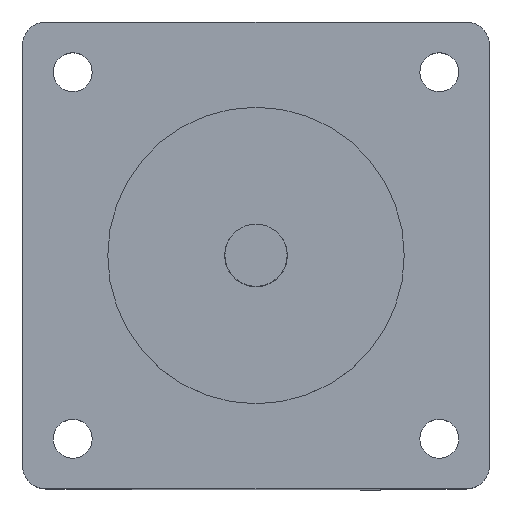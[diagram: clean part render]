
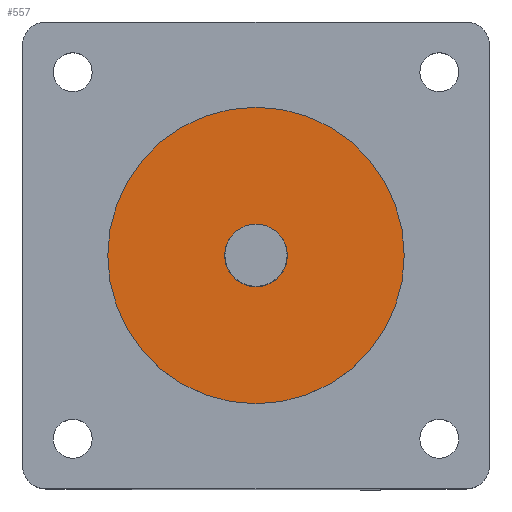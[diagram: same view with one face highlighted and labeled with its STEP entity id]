
A CAD part, top view. The second image highlights one B-rep face of the part: STEP entity #557.
In plain terms, the highlighted planar face has unit normal (0, 0, 1).
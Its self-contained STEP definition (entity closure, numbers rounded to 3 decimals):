
#39 = CIRCLE ( 'NONE', #688, 4.025 ) ;
#52 = CARTESIAN_POINT ( 'NONE',  ( 0., 0., 1.6 ) ) ;
#93 = DIRECTION ( 'NONE',  ( 1., 0., 0. ) ) ;
#102 = FACE_OUTER_BOUND ( 'NONE', #651, .T. ) ;
#105 = VERTEX_POINT ( 'NONE', #339 ) ;
#173 = VERTEX_POINT ( 'NONE', #409 ) ;
#192 = AXIS2_PLACEMENT_3D ( 'NONE', #532, #1337, #668 ) ;
#239 = CARTESIAN_POINT ( 'NONE',  ( 0., 0., 1.6 ) ) ;
#330 = AXIS2_PLACEMENT_3D ( 'NONE', #361, #1677, #1526 ) ;
#339 = CARTESIAN_POINT ( 'NONE',  ( -4.025, 0., 1.6 ) ) ;
#360 = CIRCLE ( 'NONE', #330, 19.05 ) ;
#361 = CARTESIAN_POINT ( 'NONE',  ( 0., 0., 1.6 ) ) ;
#409 = CARTESIAN_POINT ( 'NONE',  ( 19.05, 0., 1.6 ) ) ;
#452 = AXIS2_PLACEMENT_3D ( 'NONE', #239, #1296, #893 ) ;
#467 = FACE_BOUND ( 'NONE', #1265, .T. ) ;
#532 = CARTESIAN_POINT ( 'NONE',  ( 0., 0., 1.6 ) ) ;
#557 = ADVANCED_FACE ( 'NONE', ( #467, #102 ), #1517, .T. ) ;
#578 = AXIS2_PLACEMENT_3D ( 'NONE', #52, #1502, #847 ) ;
#647 = EDGE_CURVE ( 'NONE', #173, #1566, #360, .T. ) ;
#651 = EDGE_LOOP ( 'NONE', ( #1543, #1124 ) ) ;
#668 = DIRECTION ( 'NONE',  ( -1., 0., 0. ) ) ;
#669 = ORIENTED_EDGE ( 'NONE', *, *, #1255, .T. ) ;
#688 = AXIS2_PLACEMENT_3D ( 'NONE', #1539, #886, #93 ) ;
#835 = CIRCLE ( 'NONE', #192, 19.05 ) ;
#847 = DIRECTION ( 'NONE',  ( 1., 0., 0. ) ) ;
#886 = DIRECTION ( 'NONE',  ( 0., 0., -1. ) ) ;
#893 = DIRECTION ( 'NONE',  ( 1., 0., 0. ) ) ;
#940 = EDGE_CURVE ( 'NONE', #1566, #173, #835, .T. ) ;
#1046 = ORIENTED_EDGE ( 'NONE', *, *, #1325, .T. ) ;
#1121 = VERTEX_POINT ( 'NONE', #1655 ) ;
#1124 = ORIENTED_EDGE ( 'NONE', *, *, #647, .F. ) ;
#1255 = EDGE_CURVE ( 'NONE', #105, #1121, #1514, .T. ) ;
#1265 = EDGE_LOOP ( 'NONE', ( #1046, #669 ) ) ;
#1296 = DIRECTION ( 'NONE',  ( 0., 0., -1. ) ) ;
#1325 = EDGE_CURVE ( 'NONE', #1121, #105, #39, .T. ) ;
#1337 = DIRECTION ( 'NONE',  ( 0., 0., -1. ) ) ;
#1470 = CARTESIAN_POINT ( 'NONE',  ( -19.05, 0., 1.6 ) ) ;
#1502 = DIRECTION ( 'NONE',  ( 0., 0., 1. ) ) ;
#1514 = CIRCLE ( 'NONE', #452, 4.025 ) ;
#1517 = PLANE ( 'NONE',  #578 ) ;
#1526 = DIRECTION ( 'NONE',  ( -1., 0., 0. ) ) ;
#1539 = CARTESIAN_POINT ( 'NONE',  ( 0., 0., 1.6 ) ) ;
#1543 = ORIENTED_EDGE ( 'NONE', *, *, #940, .F. ) ;
#1566 = VERTEX_POINT ( 'NONE', #1470 ) ;
#1655 = CARTESIAN_POINT ( 'NONE',  ( 4.025, 0., 1.6 ) ) ;
#1677 = DIRECTION ( 'NONE',  ( 0., 0., -1. ) ) ;
